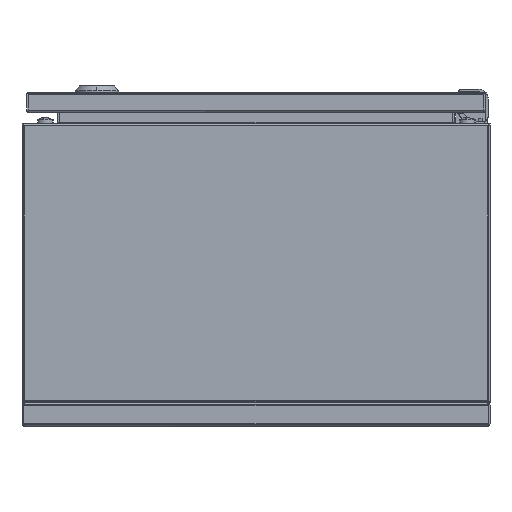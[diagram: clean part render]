
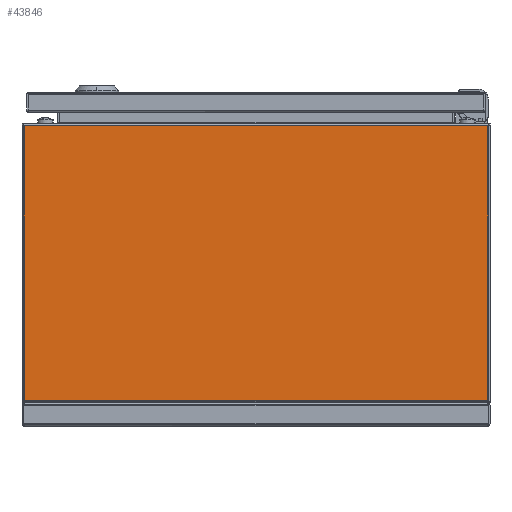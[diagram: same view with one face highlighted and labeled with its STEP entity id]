
A CAD part, front view. The second image highlights one B-rep face of the part: STEP entity #43846.
In plain terms, the highlighted planar face has unit normal (0, -1, 0).
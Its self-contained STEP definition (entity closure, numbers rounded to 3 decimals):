
#324 = ORIENTED_EDGE ( 'NONE', *, *, #58987, .T. ) ;
#7564 = DIRECTION ( 'NONE',  ( 1., 0., 0. ) ) ;
#12408 = LINE ( 'NONE', #73504, #28099 ) ;
#13658 = EDGE_CURVE ( 'NONE', #21816, #49006, #12408, .T. ) ;
#14602 = VECTOR ( 'NONE', #15345, 1000. ) ;
#15345 = DIRECTION ( 'NONE',  ( 0., 0., 1. ) ) ;
#17987 = CARTESIAN_POINT ( 'NONE',  ( -148.5, -250., 15.5 ) ) ;
#18218 = LINE ( 'NONE', #21103, #66345 ) ;
#18399 = EDGE_CURVE ( 'NONE', #63878, #49006, #18218, .T. ) ;
#21103 = CARTESIAN_POINT ( 'NONE',  ( 150., -250., 15.5 ) ) ;
#21816 = VERTEX_POINT ( 'NONE', #77091 ) ;
#22420 = LINE ( 'NONE', #34291, #14602 ) ;
#22475 = EDGE_LOOP ( 'NONE', ( #77826, #68479, #70449, #324 ) ) ;
#23548 = DIRECTION ( 'NONE',  ( 0., 0., -1. ) ) ;
#26602 = DIRECTION ( 'NONE',  ( -1., 0., 0. ) ) ;
#28099 = VECTOR ( 'NONE', #23548, 1000. ) ;
#31767 = CARTESIAN_POINT ( 'NONE',  ( 150., -250., 15.5 ) ) ;
#34243 = CARTESIAN_POINT ( 'NONE',  ( 148.5, -250., 15.5 ) ) ;
#34291 = CARTESIAN_POINT ( 'NONE',  ( 148.5, -250., 15.5 ) ) ;
#40383 = FACE_OUTER_BOUND ( 'NONE', #22475, .T. ) ;
#41750 = CARTESIAN_POINT ( 'NONE',  ( 150., -250., 191.5 ) ) ;
#43536 = EDGE_CURVE ( 'NONE', #21816, #60026, #80825, .T. ) ;
#43846 = ADVANCED_FACE ( 'NONE', ( #40383 ), #63057, .T. ) ;
#49006 = VERTEX_POINT ( 'NONE', #17987 ) ;
#58987 = EDGE_CURVE ( 'NONE', #63878, #60026, #22420, .T. ) ;
#60026 = VERTEX_POINT ( 'NONE', #67733 ) ;
#62995 = AXIS2_PLACEMENT_3D ( 'NONE', #31767, #69888, #7564 ) ;
#63057 = PLANE ( 'NONE',  #62995 ) ;
#63127 = VECTOR ( 'NONE', #72979, 1000. ) ;
#63878 = VERTEX_POINT ( 'NONE', #34243 ) ;
#66345 = VECTOR ( 'NONE', #26602, 1000. ) ;
#67733 = CARTESIAN_POINT ( 'NONE',  ( 148.5, -250., 191.5 ) ) ;
#68479 = ORIENTED_EDGE ( 'NONE', *, *, #13658, .T. ) ;
#69888 = DIRECTION ( 'NONE',  ( 0., -1., 0. ) ) ;
#70449 = ORIENTED_EDGE ( 'NONE', *, *, #18399, .F. ) ;
#72979 = DIRECTION ( 'NONE',  ( 1., 0., 0. ) ) ;
#73504 = CARTESIAN_POINT ( 'NONE',  ( -148.5, -250., 191.5 ) ) ;
#77091 = CARTESIAN_POINT ( 'NONE',  ( -148.5, -250., 191.5 ) ) ;
#77826 = ORIENTED_EDGE ( 'NONE', *, *, #43536, .F. ) ;
#80825 = LINE ( 'NONE', #41750, #63127 ) ;
